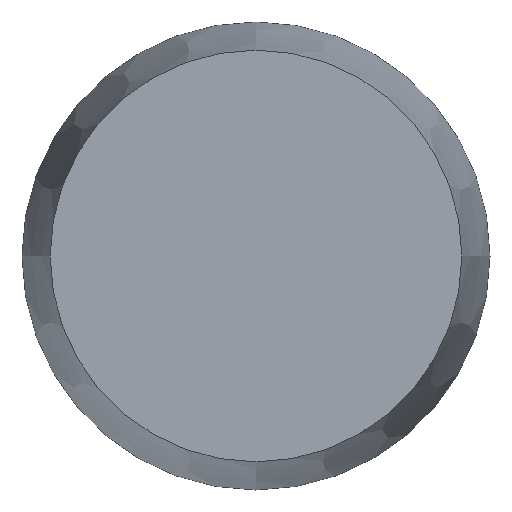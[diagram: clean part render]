
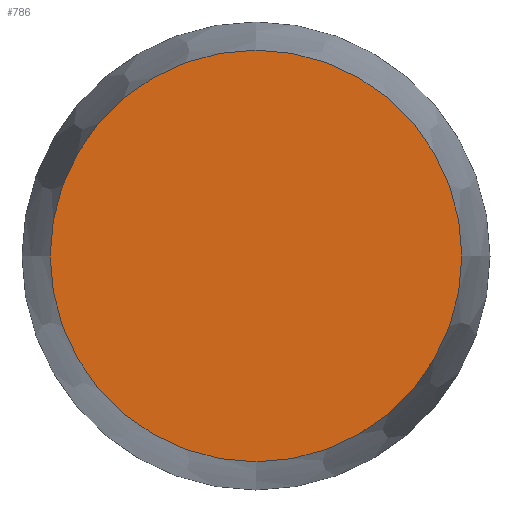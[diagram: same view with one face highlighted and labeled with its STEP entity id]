
A CAD part, front view. The second image highlights one B-rep face of the part: STEP entity #786.
In plain terms, the highlighted planar face has unit normal (0, -1, 0).
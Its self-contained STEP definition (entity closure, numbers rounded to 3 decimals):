
#17=CIRCLE('',#835,18.25);
#81=FACE_OUTER_BOUND('',#133,.T.);
#133=EDGE_LOOP('',(#703));
#391=VERTEX_POINT('',#1401);
#495=EDGE_CURVE('',#391,#391,#17,.T.);
#703=ORIENTED_EDGE('',*,*,#495,.T.);
#742=PLANE('',#836);
#786=ADVANCED_FACE('',(#81),#742,.T.);
#835=AXIS2_PLACEMENT_3D('',#1402,#1013,#1014);
#836=AXIS2_PLACEMENT_3D('',#1403,#1015,#1016);
#1013=DIRECTION('center_axis',(0.,-1.,0.));
#1014=DIRECTION('ref_axis',(1.,0.,0.));
#1015=DIRECTION('center_axis',(0.,-1.,0.));
#1016=DIRECTION('ref_axis',(0.,0.,-1.));
#1401=CARTESIAN_POINT('',(18.25,0.,0.));
#1402=CARTESIAN_POINT('Origin',(0.,0.,
0.));
#1403=CARTESIAN_POINT('Origin',(0.,0.,0.));
